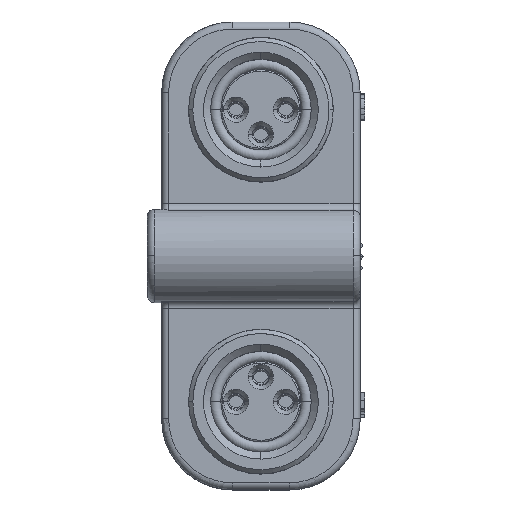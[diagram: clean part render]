
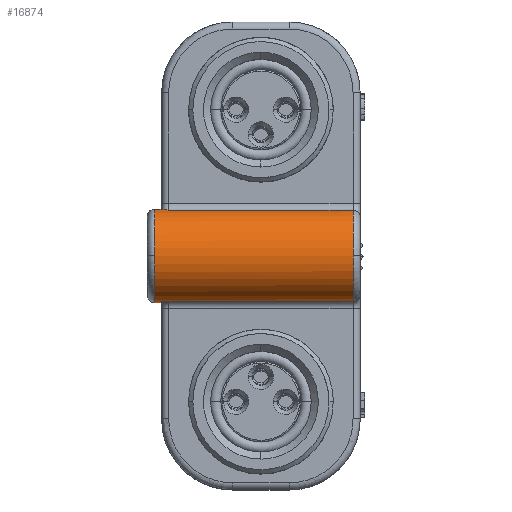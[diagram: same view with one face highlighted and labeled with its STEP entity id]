
A CAD part, top view. The second image highlights one B-rep face of the part: STEP entity #16874.
In plain terms, the highlighted cylindrical face has radius 3.3 mm (diameter 6.6 mm), a partial arc.
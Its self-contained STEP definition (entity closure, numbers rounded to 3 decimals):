
#16789=AXIS2_PLACEMENT_3D('Cylinder Axis2P3D',#16786,#16787,#16788) ;
#16817=AXIS2_PLACEMENT_3D('Circle Axis2P3D',#16815,#16816,$) ;
#16831=AXIS2_PLACEMENT_3D('Circle Axis2P3D',#16829,#16830,$) ;
#16838=AXIS2_PLACEMENT_3D('Circle Axis2P3D',#16836,#16837,$) ;
#16850=AXIS2_PLACEMENT_3D('Circle Axis2P3D',#16848,#16849,$) ;
#16857=AXIS2_PLACEMENT_3D('Circle Axis2P3D',#16855,#16856,$) ;
#16379=CARTESIAN_POINT('Vertex',(1.5,19.726,27.895)) ;
#16382=CARTESIAN_POINT('Line Origine',(1.5,19.726,27.895)) ;
#16386=CARTESIAN_POINT('Vertex',(14.5,19.726,27.895)) ;
#16523=CARTESIAN_POINT('Vertex',(1.112,19.79,27.463)) ;
#16527=CARTESIAN_POINT('Control Point',(1.112,19.79,27.463)) ;
#16528=CARTESIAN_POINT('Control Point',(1.198,19.778,27.607)) ;
#16529=CARTESIAN_POINT('Control Point',(1.306,19.761,27.718)) ;
#16530=CARTESIAN_POINT('Control Point',(1.409,19.744,27.812)) ;
#16531=CARTESIAN_POINT('Control Point',(1.5,19.726,27.895)) ;
#16786=CARTESIAN_POINT('Axis2P3D Location',(15.,16.5,27.2)) ;
#16791=CARTESIAN_POINT('Line Origine',(15.,13.2,27.2)) ;
#16795=CARTESIAN_POINT('Vertex',(0.5,13.2,27.2)) ;
#16797=CARTESIAN_POINT('Vertex',(1.01,13.2,27.2)) ;
#16801=CARTESIAN_POINT('Control Point',(1.018,13.2,27.239)) ;
#16802=CARTESIAN_POINT('Control Point',(1.015,13.2,27.226)) ;
#16803=CARTESIAN_POINT('Control Point',(1.012,13.2,27.213)) ;
#16804=CARTESIAN_POINT('Control Point',(1.01,13.2,27.2)) ;
#16805=CARTESIAN_POINT('Vertex',(1.018,13.2,27.239)) ;
#16808=CARTESIAN_POINT('Line Origine',(15.,13.2,27.239)) ;
#16812=CARTESIAN_POINT('Vertex',(1.,13.2,27.239)) ;
#16815=CARTESIAN_POINT('Axis2P3D Location',(1.,16.5,27.2)) ;
#16819=CARTESIAN_POINT('Vertex',(1.,13.274,27.895)) ;
#16822=CARTESIAN_POINT('Line Origine',(15.,13.274,27.895)) ;
#16826=CARTESIAN_POINT('Vertex',(14.5,13.274,27.895)) ;
#16829=CARTESIAN_POINT('Axis2P3D Location',(14.5,16.5,27.2)) ;
#16833=CARTESIAN_POINT('Vertex',(14.5,16.5,30.5)) ;
#16836=CARTESIAN_POINT('Axis2P3D Location',(14.5,16.5,27.2)) ;
#16841=CARTESIAN_POINT('Line Origine',(15.,19.79,27.463)) ;
#16845=CARTESIAN_POINT('Vertex',(0.5,19.79,27.463)) ;
#16848=CARTESIAN_POINT('Axis2P3D Location',(0.5,16.5,27.2)) ;
#16852=CARTESIAN_POINT('Vertex',(0.5,16.5,30.5)) ;
#16855=CARTESIAN_POINT('Axis2P3D Location',(0.5,16.5,27.2)) ;
#16383=DIRECTION('Vector Direction',(1.,0.,0.)) ;
#16787=DIRECTION('Axis2P3D Direction',(-1.,0.,0.)) ;
#16788=DIRECTION('Axis2P3D XDirection',(0.,-1.,0.)) ;
#16792=DIRECTION('Vector Direction',(-1.,0.,0.)) ;
#16809=DIRECTION('Vector Direction',(-1.,0.,0.)) ;
#16816=DIRECTION('Axis2P3D Direction',(-1.,0.,0.)) ;
#16823=DIRECTION('Vector Direction',(-1.,0.,0.)) ;
#16830=DIRECTION('Axis2P3D Direction',(-1.,0.,0.)) ;
#16837=DIRECTION('Axis2P3D Direction',(-1.,0.,0.)) ;
#16842=DIRECTION('Vector Direction',(-1.,0.,0.)) ;
#16849=DIRECTION('Axis2P3D Direction',(-1.,0.,0.)) ;
#16856=DIRECTION('Axis2P3D Direction',(-1.,0.,0.)) ;
#16384=VECTOR('Line Direction',#16383,1.) ;
#16793=VECTOR('Line Direction',#16792,1.) ;
#16810=VECTOR('Line Direction',#16809,1.) ;
#16824=VECTOR('Line Direction',#16823,1.) ;
#16843=VECTOR('Line Direction',#16842,1.) ;
#16861=ORIENTED_EDGE('',*,*,#16799,.T.) ;
#16862=ORIENTED_EDGE('',*,*,#16807,.F.) ;
#16863=ORIENTED_EDGE('',*,*,#16814,.T.) ;
#16864=ORIENTED_EDGE('',*,*,#16821,.T.) ;
#16865=ORIENTED_EDGE('',*,*,#16828,.T.) ;
#16866=ORIENTED_EDGE('',*,*,#16835,.F.) ;
#16867=ORIENTED_EDGE('',*,*,#16840,.F.) ;
#16868=ORIENTED_EDGE('',*,*,#16388,.F.) ;
#16869=ORIENTED_EDGE('',*,*,#16532,.F.) ;
#16870=ORIENTED_EDGE('',*,*,#16847,.F.) ;
#16871=ORIENTED_EDGE('',*,*,#16854,.T.) ;
#16872=ORIENTED_EDGE('',*,*,#16859,.T.) ;
#16874=ADVANCED_FACE('Hauptkoerper',(#16873),#16790,.T.) ;
#16526=B_SPLINE_CURVE_WITH_KNOTS('',4,(#16527,#16528,#16529,#16530,#16531),.UNSPECIFIED.,.F.,.U.,(5,5),(0.,1.011),.UNSPECIFIED.) ;
#16800=B_SPLINE_CURVE_WITH_KNOTS('',3,(#16801,#16802,#16803,#16804),.UNSPECIFIED.,.F.,.U.,(4,4),(0.,0.063),.UNSPECIFIED.) ;
#16818=CIRCLE('generated circle',#16817,3.3) ;
#16832=CIRCLE('generated circle',#16831,3.3) ;
#16839=CIRCLE('generated circle',#16838,3.3) ;
#16851=CIRCLE('generated circle',#16850,3.3) ;
#16858=CIRCLE('generated circle',#16857,3.3) ;
#16790=CYLINDRICAL_SURFACE('generated cylinder',#16789,3.3) ;
#16388=EDGE_CURVE('',#16380,#16387,#16385,.T.) ;
#16532=EDGE_CURVE('',#16524,#16380,#16526,.T.) ;
#16799=EDGE_CURVE('',#16796,#16798,#16794,.F.) ;
#16807=EDGE_CURVE('',#16806,#16798,#16800,.T.) ;
#16814=EDGE_CURVE('',#16806,#16813,#16811,.T.) ;
#16821=EDGE_CURVE('',#16813,#16820,#16818,.T.) ;
#16828=EDGE_CURVE('',#16820,#16827,#16825,.F.) ;
#16835=EDGE_CURVE('',#16834,#16827,#16832,.F.) ;
#16840=EDGE_CURVE('',#16387,#16834,#16839,.F.) ;
#16847=EDGE_CURVE('',#16846,#16524,#16844,.F.) ;
#16854=EDGE_CURVE('',#16846,#16853,#16851,.F.) ;
#16859=EDGE_CURVE('',#16853,#16796,#16858,.F.) ;
#16860=EDGE_LOOP('',(#16861,#16862,#16863,#16864,#16865,#16866,#16867,#16868,#16869,#16870,#16871,#16872)) ;
#16873=FACE_OUTER_BOUND('',#16860,.T.) ;
#16385=LINE('Line',#16382,#16384) ;
#16794=LINE('Line',#16791,#16793) ;
#16811=LINE('Line',#16808,#16810) ;
#16825=LINE('Line',#16822,#16824) ;
#16844=LINE('Line',#16841,#16843) ;
#16380=VERTEX_POINT('',#16379) ;
#16387=VERTEX_POINT('',#16386) ;
#16524=VERTEX_POINT('',#16523) ;
#16796=VERTEX_POINT('',#16795) ;
#16798=VERTEX_POINT('',#16797) ;
#16806=VERTEX_POINT('',#16805) ;
#16813=VERTEX_POINT('',#16812) ;
#16820=VERTEX_POINT('',#16819) ;
#16827=VERTEX_POINT('',#16826) ;
#16834=VERTEX_POINT('',#16833) ;
#16846=VERTEX_POINT('',#16845) ;
#16853=VERTEX_POINT('',#16852) ;
